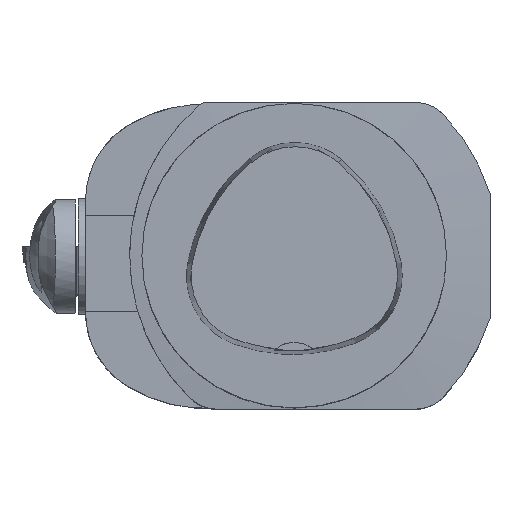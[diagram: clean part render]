
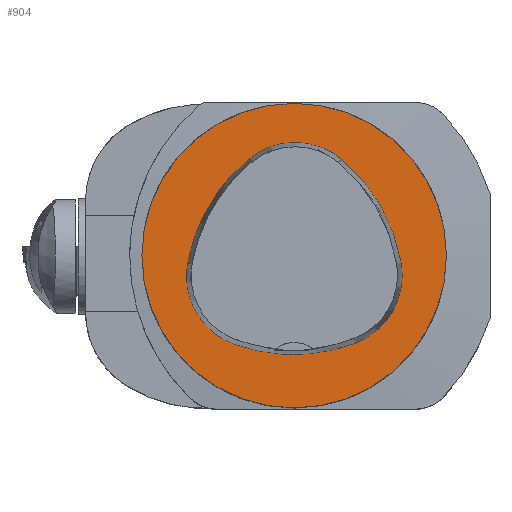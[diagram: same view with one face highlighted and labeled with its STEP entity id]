
A CAD part, top view. The second image highlights one B-rep face of the part: STEP entity #904.
In plain terms, the highlighted planar face has unit normal (0, 0, 1).
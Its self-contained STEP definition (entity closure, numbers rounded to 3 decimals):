
#730=FACE_BOUND('',#2077,.T.);
#731=FACE_BOUND('',#2078,.T.);
#904=ADVANCED_FACE('',(#730,#731),#1350,.T.);
#1350=PLANE('',#8162);
#2077=EDGE_LOOP('',(#2925,#2926,#2927,#2928,#2929,#2930));
#2078=EDGE_LOOP('',(#2931));
#2578=CIRCLE('',#8155,15.);
#2579=CIRCLE('',#8156,36.);
#2580=CIRCLE('',#8157,15.);
#2581=CIRCLE('',#8158,36.);
#2582=CIRCLE('',#8159,15.);
#2583=CIRCLE('',#8160,36.);
#2584=CIRCLE('',#8161,31.5);
#2925=ORIENTED_EDGE('',*,*,#5883,.T.);
#2926=ORIENTED_EDGE('',*,*,#5884,.T.);
#2927=ORIENTED_EDGE('',*,*,#5885,.T.);
#2928=ORIENTED_EDGE('',*,*,#5886,.T.);
#2929=ORIENTED_EDGE('',*,*,#5887,.T.);
#2930=ORIENTED_EDGE('',*,*,#5888,.T.);
#2931=ORIENTED_EDGE('',*,*,#5889,.F.);
#5098=VERTEX_POINT('',#11167);
#5099=VERTEX_POINT('',#11168);
#5100=VERTEX_POINT('',#11170);
#5101=VERTEX_POINT('',#11172);
#5102=VERTEX_POINT('',#11174);
#5103=VERTEX_POINT('',#11176);
#5104=VERTEX_POINT('',#11179);
#5883=EDGE_CURVE('',#5098,#5099,#2578,.T.);
#5884=EDGE_CURVE('',#5099,#5100,#2579,.T.);
#5885=EDGE_CURVE('',#5100,#5101,#2580,.T.);
#5886=EDGE_CURVE('',#5101,#5102,#2581,.T.);
#5887=EDGE_CURVE('',#5102,#5103,#2582,.T.);
#5888=EDGE_CURVE('',#5103,#5098,#2583,.T.);
#5889=EDGE_CURVE('',#5104,#5104,#2584,.T.);
#8155=AXIS2_PLACEMENT_3D('',#11166,#9059,#9060);
#8156=AXIS2_PLACEMENT_3D('',#11169,#9061,#9062);
#8157=AXIS2_PLACEMENT_3D('',#11171,#9063,#9064);
#8158=AXIS2_PLACEMENT_3D('',#11173,#9065,#9066);
#8159=AXIS2_PLACEMENT_3D('',#11175,#9067,#9068);
#8160=AXIS2_PLACEMENT_3D('',#11177,#9069,#9070);
#8161=AXIS2_PLACEMENT_3D('',#11178,#9071,#9072);
#8162=AXIS2_PLACEMENT_3D('',#11180,#9073,#9074);
#9059=DIRECTION('',(0.,0.,-1.));
#9060=DIRECTION('',(-1.,0.,0.));
#9061=DIRECTION('',(0.,0.,-1.));
#9062=DIRECTION('',(-1.,0.,0.));
#9063=DIRECTION('',(0.,0.,-1.));
#9064=DIRECTION('',(-1.,0.,0.));
#9065=DIRECTION('',(0.,0.,-1.));
#9066=DIRECTION('',(-1.,0.,0.));
#9067=DIRECTION('',(0.,0.,-1.));
#9068=DIRECTION('',(-1.,0.,0.));
#9069=DIRECTION('',(0.,0.,-1.));
#9070=DIRECTION('',(-1.,0.,0.));
#9071=DIRECTION('',(0.,0.,-1.));
#9072=DIRECTION('',(-1.,0.,0.));
#9073=DIRECTION('',(0.,0.,1.));
#9074=DIRECTION('',(1.,0.,0.));
#11166=CARTESIAN_POINT('',(-7.275,-4.2,0.));
#11167=CARTESIAN_POINT('',(-12.373,-18.307,0.));
#11168=CARTESIAN_POINT('',(-22.041,-1.562,0.));
#11169=CARTESIAN_POINT('',(13.398,-7.893,0.));
#11170=CARTESIAN_POINT('',(-9.317,20.036,0.));
#11171=CARTESIAN_POINT('',(0.148,8.399,0.));
#11172=CARTESIAN_POINT('',(9.779,19.898,0.));
#11173=CARTESIAN_POINT('',(-13.337,-7.7,0.));
#11174=CARTESIAN_POINT('',(22.122,-1.48,0.));
#11175=CARTESIAN_POINT('',(7.347,-4.071,0.));
#11176=CARTESIAN_POINT('',(12.693,-18.087,0.));
#11177=CARTESIAN_POINT('',(-0.137,15.55,0.));
#11178=CARTESIAN_POINT('',(0.,0.,0.));
#11179=CARTESIAN_POINT('',(-31.5,0.,0.));
#11180=CARTESIAN_POINT('',(0.,0.,0.));
